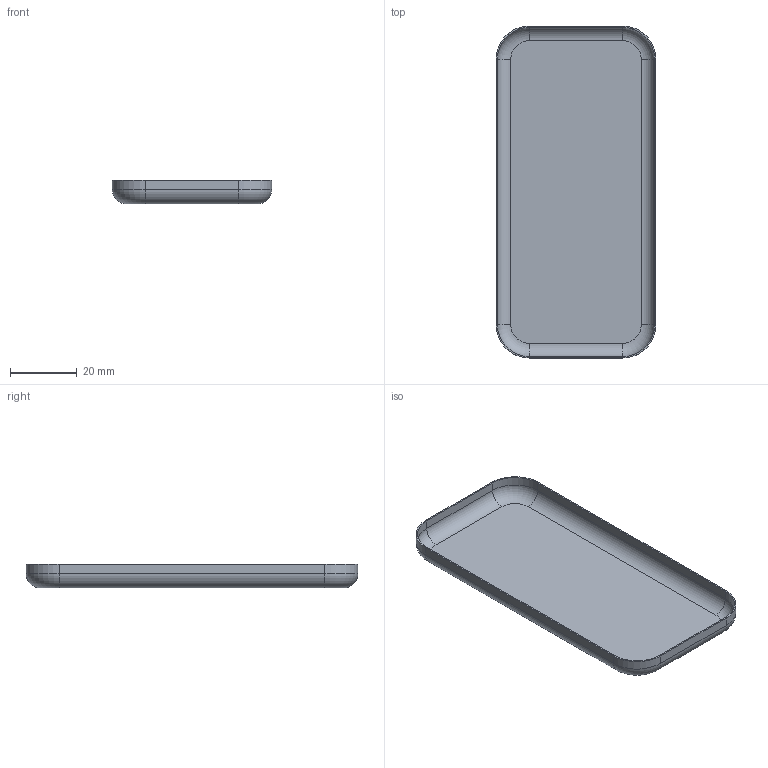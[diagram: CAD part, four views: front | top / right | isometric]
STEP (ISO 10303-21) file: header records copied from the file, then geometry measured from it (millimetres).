
FILE_DESCRIPTION (( 'STEP AP203' ), '1' );
FILE_NAME ('NNP-DWG-110-009-000 Case, Uncut Half.STEP', '2024-08-21T13:40:19', ( '' ), ( '' ), 'SwSTEP 2.0', 'SolidWorks 2024', '' );
FILE_SCHEMA (( 'CONFIG_CONTROL_DESIGN' ));
Length unit declared in the file: inch
Products named in the file (1): NNP-DWG-110-009-000 Case, Uncut Half
Bounding box: 47.68 x 99.11 x 7.11 mm (x, y, z)
Volume: 2432.8 mm3; surface area: 12084.9 mm2
Topology: 1 solids, 1 shells, 35 faces, 80 edges, 48 vertices
Faces by surface type: cylinder 16, plane 11, torus 8
Entity records: 1065 total; most frequent: DIRECTION 192, CARTESIAN_POINT 164, ORIENTED_EDGE 160, EDGE_CURVE 80, AXIS2_PLACEMENT_3D 76, VERTEX_POINT 48, CIRCLE 40, LINE 40
